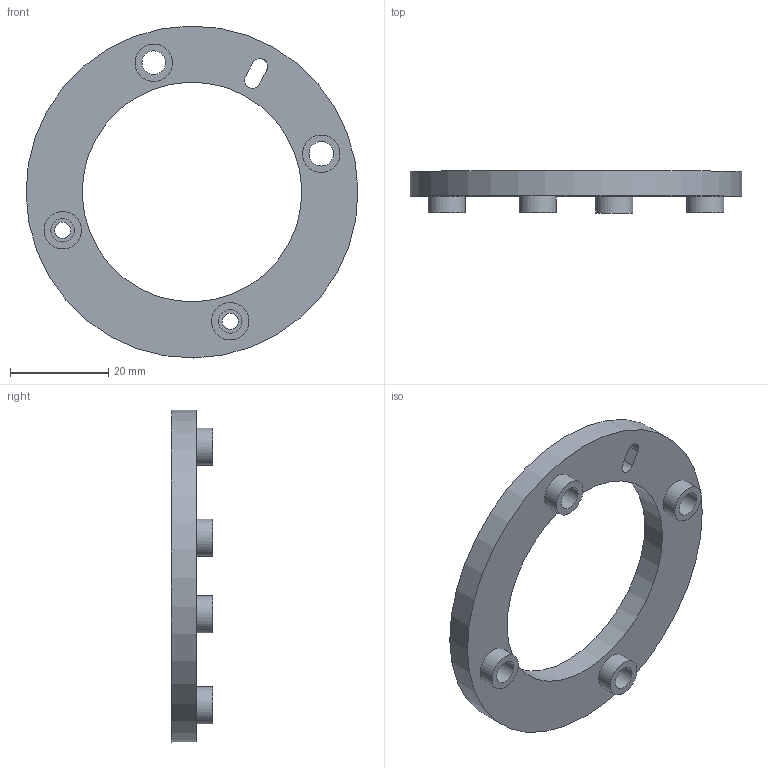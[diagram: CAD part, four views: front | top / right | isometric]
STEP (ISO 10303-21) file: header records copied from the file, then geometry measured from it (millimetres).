
FILE_DESCRIPTION(/* description */ (''),/* implementation_level */ '2;1');
FILE_NAME(/* name */ 'Electronics Rotary PCB Mount v1.step',/* time_stamp */ '2022-04-06T19:43:58-04:00',/* author */ (''),/* organization */ (''),/* preprocessor_version */ 'ST-DEVELOPER v18.1',/* originating_system */ 'Autodesk Translation Framework v10.14.0.1471',/* authorisation */ '');
FILE_SCHEMA (('AUTOMOTIVE_DESIGN { 1 0 10303 214 3 1 1 }'));
Length unit declared in the file: inch
Products named in the file (1): Electronics Rotary PCB Mount
Bounding box: 67.56 x 8.48 x 67.56 mm (x, y, z)
Volume: 10234.8 mm3; surface area: 6556.6 mm2
Topology: 1 solids, 1 shells, 24 faces, 49 edges, 33 vertices
Faces by surface type: cylinder 14, plane 10
Full cylindrical faces by diameter (mm): 3.3 x2, 4.826 x3, 4.997 x1, 7.62 x4, 44.704 x1, 67.564 x1
Entity records: 709 total; most frequent: DIRECTION 128, CARTESIAN_POINT 107, ORIENTED_EDGE 98, AXIS2_PLACEMENT_3D 54, EDGE_CURVE 49, EDGE_LOOP 42, VERTEX_POINT 33, CIRCLE 29
